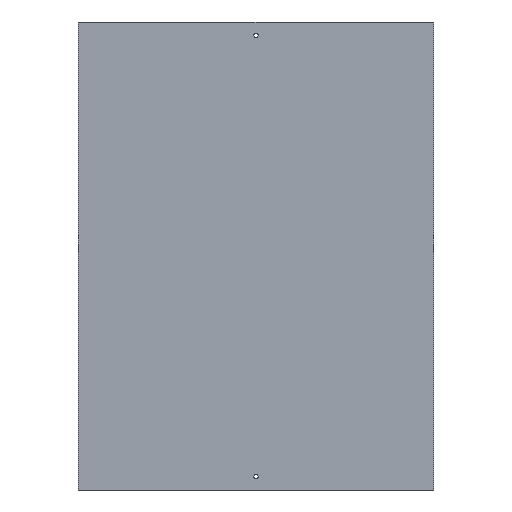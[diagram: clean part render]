
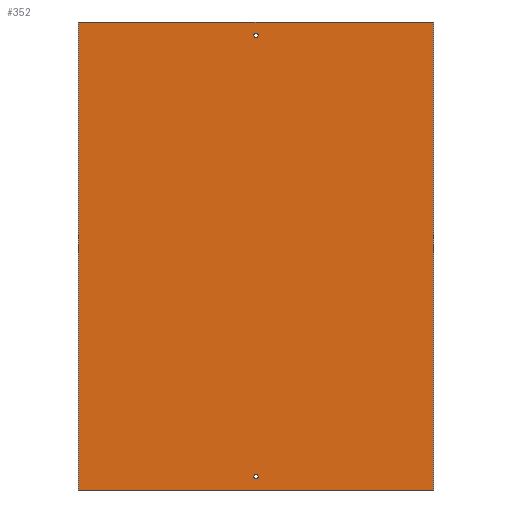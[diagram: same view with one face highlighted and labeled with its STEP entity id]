
A CAD part, front view. The second image highlights one B-rep face of the part: STEP entity #352.
In plain terms, the highlighted planar face has unit normal (0, -1, 0).
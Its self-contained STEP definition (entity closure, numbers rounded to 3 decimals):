
#19 = CARTESIAN_POINT ( 'NONE',  ( 0., 0., 518.5 ) ) ;
#22 = CARTESIAN_POINT ( 'NONE',  ( 0., 0., 17.5 ) ) ;
#85 = EDGE_LOOP ( 'NONE', ( #182 ) ) ;
#88 = EDGE_LOOP ( 'NONE', ( #183 ) ) ;
#90 = EDGE_LOOP ( 'NONE', ( #184, #185, #186, #187 ) ) ;
#94 = VERTEX_POINT ( 'NONE', #22 ) ;
#96 = VERTEX_POINT ( 'NONE', #19 ) ;
#116 = FACE_BOUND ( 'NONE', #85, .T. ) ;
#119 = FACE_OUTER_BOUND ( 'NONE', #90, .T. ) ;
#120 = VECTOR ( 'NONE', #267, 1000. ) ;
#123 = LINE ( 'NONE', #282, #120 ) ;
#125 = VECTOR ( 'NONE', #368, 1000. ) ;
#126 = VECTOR ( 'NONE', #367, 1000. ) ;
#127 = CIRCLE ( 'NONE', #250, 2.5 ) ;
#128 = LINE ( 'NONE', #376, #126 ) ;
#129 = LINE ( 'NONE', #379, #125 ) ;
#131 = CIRCLE ( 'NONE', #252, 2.5 ) ;
#132 = VECTOR ( 'NONE', #378, 1000. ) ;
#133 = FACE_BOUND ( 'NONE', #88, .T. ) ;
#135 = LINE ( 'NONE', #380, #132 ) ;
#182 = ORIENTED_EDGE ( 'NONE', *, *, #325, .F. ) ;
#183 = ORIENTED_EDGE ( 'NONE', *, *, #326, .F. ) ;
#184 = ORIENTED_EDGE ( 'NONE', *, *, #327, .T. ) ;
#185 = ORIENTED_EDGE ( 'NONE', *, *, #330, .F. ) ;
#186 = ORIENTED_EDGE ( 'NONE', *, *, #328, .F. ) ;
#187 = ORIENTED_EDGE ( 'NONE', *, *, #323, .T. ) ;
#213 = VERTEX_POINT ( 'NONE', #436 ) ;
#216 = VERTEX_POINT ( 'NONE', #437 ) ;
#225 = VERTEX_POINT ( 'NONE', #424 ) ;
#226 = VERTEX_POINT ( 'NONE', #423 ) ;
#247 = AXIS2_PLACEMENT_3D ( 'NONE', #260, #259, #258 ) ;
#250 = AXIS2_PLACEMENT_3D ( 'NONE', #371, #370, #369 ) ;
#252 = AXIS2_PLACEMENT_3D ( 'NONE', #374, #373, #372 ) ;
#258 = DIRECTION ( 'NONE',  ( 0., 0., 1. ) ) ;
#259 = DIRECTION ( 'NONE',  ( 0., 1., 0. ) ) ;
#260 = CARTESIAN_POINT ( 'NONE',  ( -201., 0., 531. ) ) ;
#262 = PLANE ( 'NONE',  #247 ) ;
#267 = DIRECTION ( 'NONE',  ( 0., 0., -1. ) ) ;
#282 = CARTESIAN_POINT ( 'NONE',  ( 201., 0., 531. ) ) ;
#323 = EDGE_CURVE ( 'NONE', #226, #213, #135, .T. ) ;
#325 = EDGE_CURVE ( 'NONE', #96, #96, #131, .T. ) ;
#326 = EDGE_CURVE ( 'NONE', #94, #94, #127, .T. ) ;
#327 = EDGE_CURVE ( 'NONE', #213, #216, #129, .T. ) ;
#328 = EDGE_CURVE ( 'NONE', #226, #225, #128, .T. ) ;
#330 = EDGE_CURVE ( 'NONE', #225, #216, #123, .T. ) ;
#352 = ADVANCED_FACE ( 'NONE', ( #116, #133, #119 ), #262, .F. ) ;
#367 = DIRECTION ( 'NONE',  ( 1., 0., 0. ) ) ;
#368 = DIRECTION ( 'NONE',  ( 1., 0., 0. ) ) ;
#369 = DIRECTION ( 'NONE',  ( 0., 0., 1. ) ) ;
#370 = DIRECTION ( 'NONE',  ( 0., -1., 0. ) ) ;
#371 = CARTESIAN_POINT ( 'NONE',  ( 0., 0., 15. ) ) ;
#372 = DIRECTION ( 'NONE',  ( 0., 0., 1. ) ) ;
#373 = DIRECTION ( 'NONE',  ( 0., -1., 0. ) ) ;
#374 = CARTESIAN_POINT ( 'NONE',  ( 0., 0., 516. ) ) ;
#376 = CARTESIAN_POINT ( 'NONE',  ( -201., 0., 531. ) ) ;
#378 = DIRECTION ( 'NONE',  ( 0., 0., -1. ) ) ;
#379 = CARTESIAN_POINT ( 'NONE',  ( -201., 0., 0. ) ) ;
#380 = CARTESIAN_POINT ( 'NONE',  ( -201., 0., 531. ) ) ;
#423 = CARTESIAN_POINT ( 'NONE',  ( -201., 0., 531. ) ) ;
#424 = CARTESIAN_POINT ( 'NONE',  ( 201., 0., 531. ) ) ;
#436 = CARTESIAN_POINT ( 'NONE',  ( -201., 0., 0. ) ) ;
#437 = CARTESIAN_POINT ( 'NONE',  ( 201., 0., 0. ) ) ;
